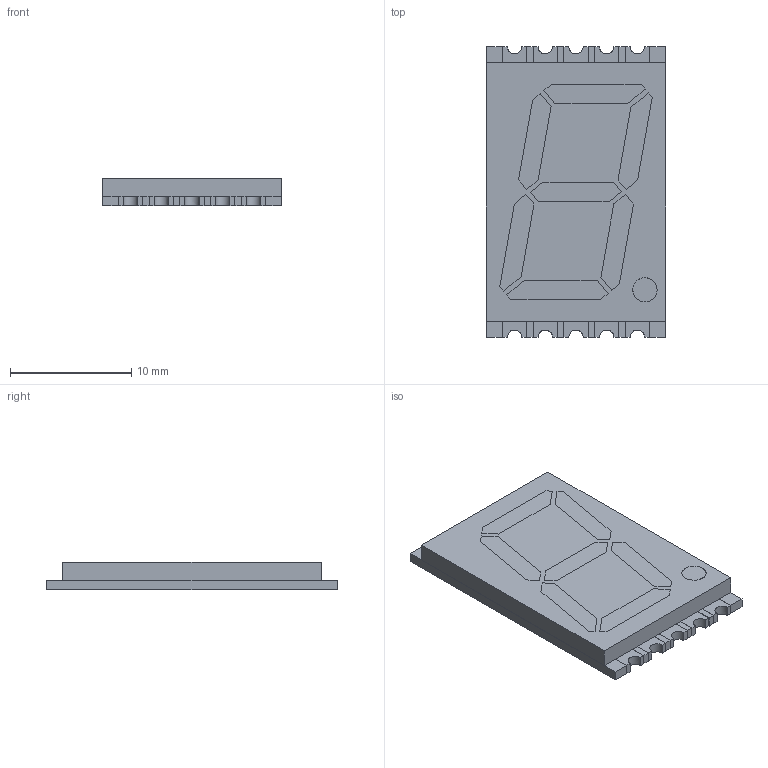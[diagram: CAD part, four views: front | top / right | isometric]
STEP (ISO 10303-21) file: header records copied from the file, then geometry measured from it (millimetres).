
FILE_DESCRIPTION(/* description */ (''),/* implementation_level */ '2;1');
FILE_NAME(/* name */ 'DSM7UA~1',/* time_stamp */ '2016-04-24T09:18:16+02:00',/* author */ (''),/* organization */ (''),/* preprocessor_version */ 'ST-DEVELOPER v14',/* originating_system */ '',/* authorisation */ '');
FILE_SCHEMA (('AUTOMOTIVE_DESIGN'));
Length unit declared in the file: millimetre
Products named in the file (1): Document
Bounding box: 14.8 x 24.02 x 2.31 mm (x, y, z)
Volume: 150.9 mm3; surface area: 2039.4 mm2
Topology: 25 solids, 29 shells, 307 faces, 851 edges, 598 vertices
Faces by surface type: plane 201, bspline 106
Entity records: 17996 total; most frequent: CARTESIAN_POINT 7450, B_SPLINE_CURVE_WITH_KNOTS 1792, ORIENTED_EDGE 1517, PCURVE 1517, DEFINITIONAL_REPRESENTATION 1517, SURFACE_CURVE 851, EDGE_CURVE 851, VERTEX_POINT 598
